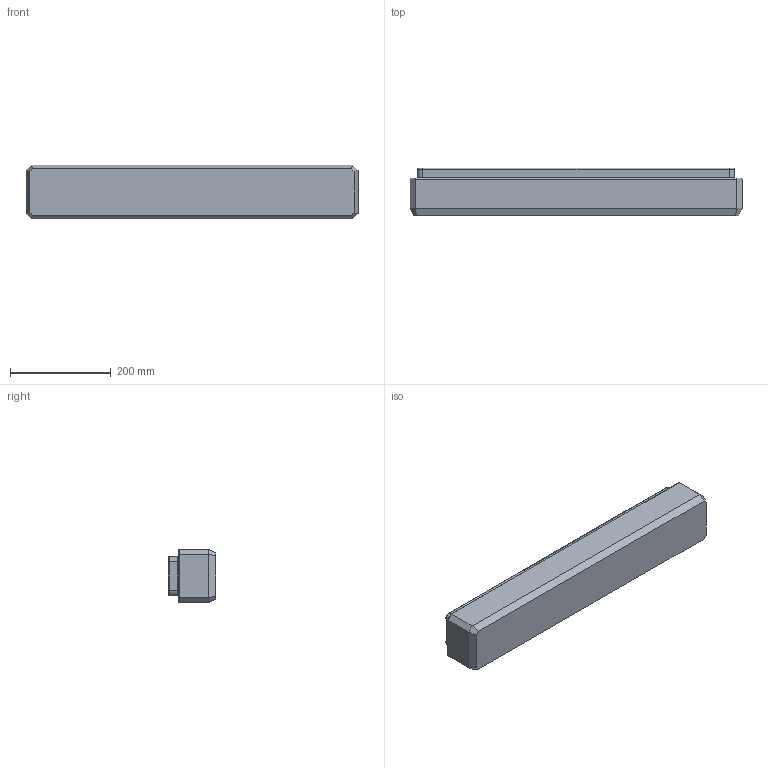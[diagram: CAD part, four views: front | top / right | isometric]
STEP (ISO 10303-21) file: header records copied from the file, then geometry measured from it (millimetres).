
FILE_DESCRIPTION (( 'STEP AP214' ), '1' );
FILE_NAME ('ALS.OPL 118 HF.STEP', '2018-07-14T07:45:35', ( '' ), ( '' ), 'SwSTEP 2.0', 'SolidWorks 2013', '' );
FILE_SCHEMA (( 'AUTOMOTIVE_DESIGN' ));
Length unit declared in the file: millimetre
Products named in the file (1): ALS.OPL 118 HF
Bounding box: 659 x 95 x 106 mm (x, y, z)
Volume: 6098903.9 mm3; surface area: 268047.7 mm2
Topology: 1 solids, 1 shells, 51 faces, 112 edges, 64 vertices
Faces by surface type: plane 23, cylinder 20, torus 8
Entity records: 1957 total; most frequent: CARTESIAN_POINT 252, DIRECTION 240, ORIENTED_EDGE 224, EDGE_CURVE 112, AXIS2_PLACEMENT_3D 84, LINE 72, VECTOR 72, VERTEX_POINT 64
